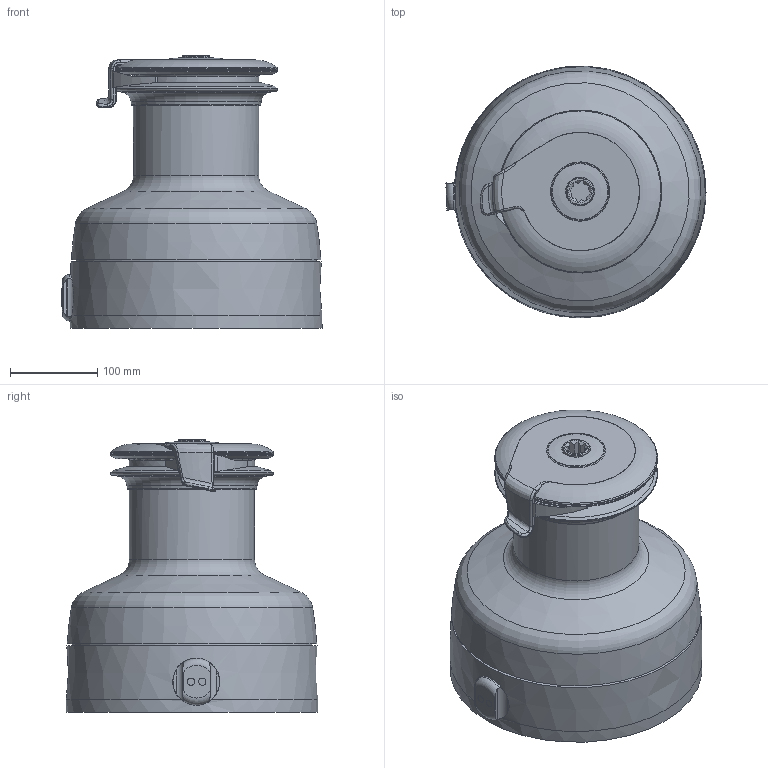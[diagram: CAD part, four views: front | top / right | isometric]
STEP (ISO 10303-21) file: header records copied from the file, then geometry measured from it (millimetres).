
FILE_DESCRIPTION(/* description */ (''),/* implementation_level */ '2;1');
FILE_NAME(/* name */ 'XT70.3.stp',/* time_stamp */ '2016-03-24T13:31:07+01:00',/* author */ ('gianni'),/* organization */ (''),/* preprocessor_version */ 'ST-DEVELOPER v16.1',/* originating_system */ 'Autodesk Inventor 2016',/* authorisation */ '');
FILE_SCHEMA (('AUTOMOTIVE_DESIGN { 1 0 10303 214 3 1 1 }'));
Length unit declared in the file: millimetre
Products named in the file (1): XT70.3
Bounding box: 298.47 x 289 x 312.65 mm (x, y, z)
Volume: 12129337.2 mm3; surface area: 417533.2 mm2
Topology: 2 solids, 2 shells, 204 faces, 496 edges, 318 vertices
Faces by surface type: cylinder 70, plane 68, bspline 33, torus 21, cone 12
Full cylindrical faces by diameter (mm): 4 x2, 8.4 x2, 10.5 x6, 18.05 x1, 31.72 x1, 32.2 x1, 53.5 x1, 54.2 x1, 144 x2, 187 x3, 289 x1
Entity records: 7831 total; most frequent: CARTESIAN_POINT 3557, ORIENTED_EDGE 870, DIRECTION 811, EDGE_CURVE 435, AXIS2_PLACEMENT_3D 344, VERTEX_POINT 303, EDGE_LOOP 272, FACE_OUTER_BOUND 204
